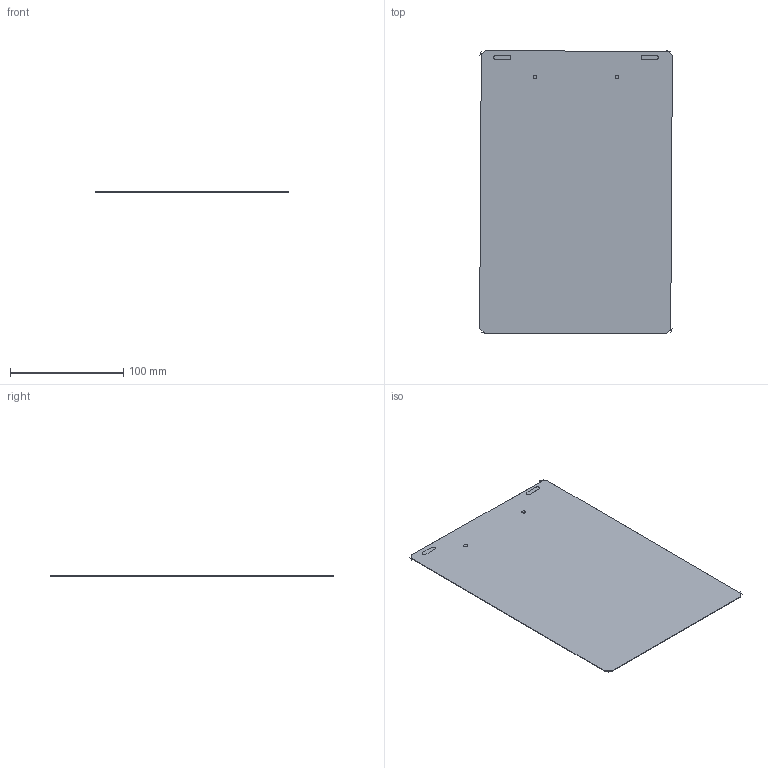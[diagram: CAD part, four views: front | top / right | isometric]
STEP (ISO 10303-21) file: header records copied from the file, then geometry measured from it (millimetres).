
FILE_DESCRIPTION(('Open CASCADE Model'),'2;1');
FILE_NAME('Open CASCADE Shape Model','2020-07-14T17:14:18',('Author'),( 'Open CASCADE'),'Open CASCADE STEP processor 6.9','Open CASCADE 6.9' ,'Unknown');
FILE_SCHEMA(('AUTOMOTIVE_DESIGN { 1 0 10303 214 1 1 1 1 }'));
Length unit declared in the file: millimetre
Products named in the file (5): Open CASCADE STEP translator 6.9 1; Open CASCADE STEP translator 6.9 2; Open CASCADE STEP translator 6.9 3; Open CASCADE STEP translator 6.9 4; Open CASCADE STEP translator 6.9 5
Bounding box: 170 x 250 x 0.6 mm (x, y, z)
Volume: 77.3 mm3; surface area: 84736 mm2
Topology: 4 solids, 5 shells, 36 faces, 90 edges, 58 vertices
Faces by surface type: plane 26, cylinder 10
Full cylindrical faces by diameter (mm): 3.2 x2
Entity records: 2084 total; most frequent: DIRECTION 327, CARTESIAN_POINT 322, LINE 193, VECTOR 193, ORIENTED_EDGE 156, PCURVE 155, DEFINITIONAL_REPRESENTATION 155, EDGE_CURVE 78
